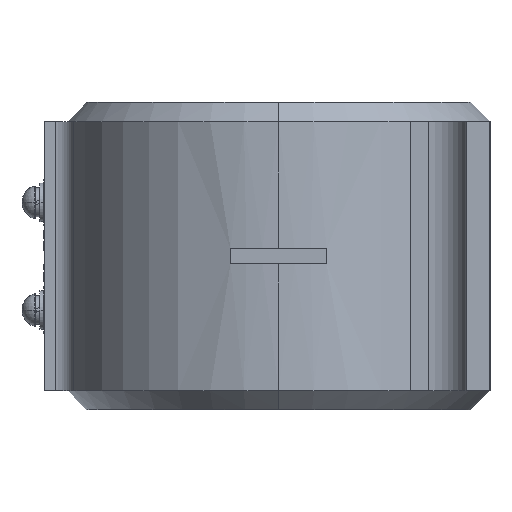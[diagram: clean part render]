
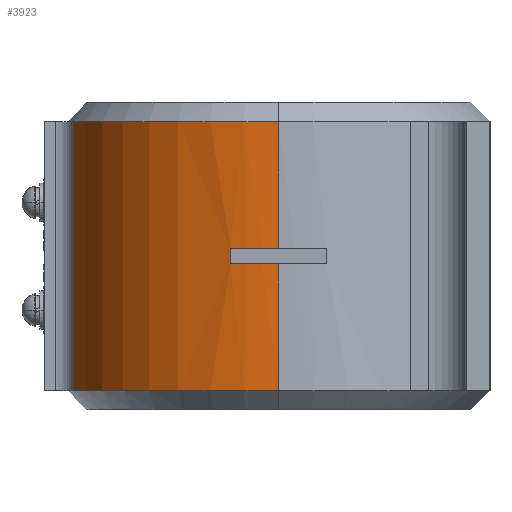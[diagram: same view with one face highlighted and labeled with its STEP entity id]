
A CAD part, left-side view. The second image highlights one B-rep face of the part: STEP entity #3923.
In plain terms, the highlighted cylindrical face has radius 55 mm (diameter 110 mm), a partial arc.
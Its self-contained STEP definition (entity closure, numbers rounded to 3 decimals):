
#30 = CARTESIAN_POINT ( 'NONE',  ( -29.438, 93.933, 229.173 ) ) ;
#68 = ORIENTED_EDGE ( 'NONE', *, *, #2471, .F. ) ;
#711 = CARTESIAN_POINT ( 'NONE',  ( -27.999, 106.433, 187.173 ) ) ;
#742 = VECTOR ( 'NONE', #7476, 1000. ) ;
#836 = DIRECTION ( 'NONE',  ( 0., 1., 0. ) ) ;
#1038 = AXIS2_PLACEMENT_3D ( 'NONE', #7858, #11955, #2732 ) ;
#1418 = CARTESIAN_POINT ( 'NONE',  ( 25.562, 93.933, 187.173 ) ) ;
#1517 = EDGE_CURVE ( 'NONE', #3908, #10095, #12773, .T. ) ;
#1910 = CIRCLE ( 'NONE', #2112, 55. ) ;
#1981 = CARTESIAN_POINT ( 'NONE',  ( -27.999, 106.433, 229.173 ) ) ;
#2044 = DIRECTION ( 'NONE',  ( 1., 0., 0. ) ) ;
#2086 = ORIENTED_EDGE ( 'NONE', *, *, #4182, .T. ) ;
#2112 = AXIS2_PLACEMENT_3D ( 'NONE', #12475, #3277, #7372 ) ;
#2224 = CARTESIAN_POINT ( 'NONE',  ( -29.438, 93.933, 224.173 ) ) ;
#2471 = EDGE_CURVE ( 'NONE', #10881, #3908, #4431, .T. ) ;
#2676 = EDGE_CURVE ( 'NONE', #7488, #8203, #3598, .T. ) ;
#2732 = DIRECTION ( 'NONE',  ( -1., 0., 0. ) ) ;
#2898 = EDGE_CURVE ( 'NONE', #8203, #8122, #9261, .T. ) ;
#3277 = DIRECTION ( 'NONE',  ( 0., 0., 1. ) ) ;
#3333 = CARTESIAN_POINT ( 'NONE',  ( -29.438, 93.933, 154.173 ) ) ;
#3379 = CARTESIAN_POINT ( 'NONE',  ( 11.812, 147.187, 229.173 ) ) ;
#3598 = CIRCLE ( 'NONE', #4959, 55. ) ;
#3908 = VERTEX_POINT ( 'NONE', #11844 ) ;
#3923 = ADVANCED_FACE ( 'NONE', ( #5749 ), #9861, .T. ) ;
#4059 = CARTESIAN_POINT ( 'NONE',  ( 11.812, 147.187, 154.173 ) ) ;
#4150 = DIRECTION ( 'NONE',  ( 0., 0., -1. ) ) ;
#4182 = EDGE_CURVE ( 'NONE', #7902, #8122, #1910, .T. ) ;
#4431 = LINE ( 'NONE', #8529, #7904 ) ;
#4959 = AXIS2_PLACEMENT_3D ( 'NONE', #1418, #5577, #9699 ) ;
#5376 = EDGE_CURVE ( 'NONE', #6438, #7902, #12572, .T. ) ;
#5577 = DIRECTION ( 'NONE',  ( 0., 0., 1. ) ) ;
#5749 = FACE_OUTER_BOUND ( 'NONE', #7334, .T. ) ;
#5989 = CARTESIAN_POINT ( 'NONE',  ( 25.562, 93.933, 191.173 ) ) ;
#6136 = DIRECTION ( 'NONE',  ( 0., 0., -1. ) ) ;
#6438 = VERTEX_POINT ( 'NONE', #12434 ) ;
#7163 = CARTESIAN_POINT ( 'NONE',  ( 25.562, 93.933, 224.173 ) ) ;
#7334 = EDGE_LOOP ( 'NONE', ( #68, #7544, #13045, #2086, #13170, #7751, #7677, #8091 ) ) ;
#7372 = DIRECTION ( 'NONE',  ( 1., 0., 0. ) ) ;
#7476 = DIRECTION ( 'NONE',  ( 0., 0., -1. ) ) ;
#7488 = VERTEX_POINT ( 'NONE', #711 ) ;
#7544 = ORIENTED_EDGE ( 'NONE', *, *, #10828, .T. ) ;
#7677 = ORIENTED_EDGE ( 'NONE', *, *, #7936, .F. ) ;
#7751 = ORIENTED_EDGE ( 'NONE', *, *, #2676, .F. ) ;
#7858 = CARTESIAN_POINT ( 'NONE',  ( 25.562, 93.933, 229.173 ) ) ;
#7902 = VERTEX_POINT ( 'NONE', #4059 ) ;
#7904 = VECTOR ( 'NONE', #12601, 1000. ) ;
#7936 = EDGE_CURVE ( 'NONE', #10095, #7488, #11223, .T. ) ;
#8091 = ORIENTED_EDGE ( 'NONE', *, *, #1517, .F. ) ;
#8122 = VERTEX_POINT ( 'NONE', #3333 ) ;
#8203 = VERTEX_POINT ( 'NONE', #10768 ) ;
#8281 = VECTOR ( 'NONE', #6136, 1000. ) ;
#8529 = CARTESIAN_POINT ( 'NONE',  ( -29.438, 93.933, 229.173 ) ) ;
#9219 = AXIS2_PLACEMENT_3D ( 'NONE', #7163, #11278, #2044 ) ;
#9227 = CIRCLE ( 'NONE', #9219, 55. ) ;
#9261 = LINE ( 'NONE', #30, #10720 ) ;
#9699 = DIRECTION ( 'NONE',  ( 0., -1., 0. ) ) ;
#9861 = CYLINDRICAL_SURFACE ( 'NONE', #1038, 55. ) ;
#10095 = VERTEX_POINT ( 'NONE', #10648 ) ;
#10100 = DIRECTION ( 'NONE',  ( 0., 0., -1. ) ) ;
#10648 = CARTESIAN_POINT ( 'NONE',  ( -27.999, 106.433, 191.173 ) ) ;
#10720 = VECTOR ( 'NONE', #4150, 1000. ) ;
#10768 = CARTESIAN_POINT ( 'NONE',  ( -29.438, 93.933, 187.173 ) ) ;
#10828 = EDGE_CURVE ( 'NONE', #10881, #6438, #9227, .T. ) ;
#10881 = VERTEX_POINT ( 'NONE', #2224 ) ;
#11223 = LINE ( 'NONE', #1981, #8281 ) ;
#11278 = DIRECTION ( 'NONE',  ( 0., 0., -1. ) ) ;
#11844 = CARTESIAN_POINT ( 'NONE',  ( -29.438, 93.933, 191.173 ) ) ;
#11955 = DIRECTION ( 'NONE',  ( 0., 0., -1. ) ) ;
#12434 = CARTESIAN_POINT ( 'NONE',  ( 11.812, 147.187, 224.173 ) ) ;
#12475 = CARTESIAN_POINT ( 'NONE',  ( 25.562, 93.933, 154.173 ) ) ;
#12572 = LINE ( 'NONE', #3379, #742 ) ;
#12575 = AXIS2_PLACEMENT_3D ( 'NONE', #5989, #10100, #836 ) ;
#12601 = DIRECTION ( 'NONE',  ( 0., 0., -1. ) ) ;
#12773 = CIRCLE ( 'NONE', #12575, 55. ) ;
#13045 = ORIENTED_EDGE ( 'NONE', *, *, #5376, .T. ) ;
#13170 = ORIENTED_EDGE ( 'NONE', *, *, #2898, .F. ) ;
